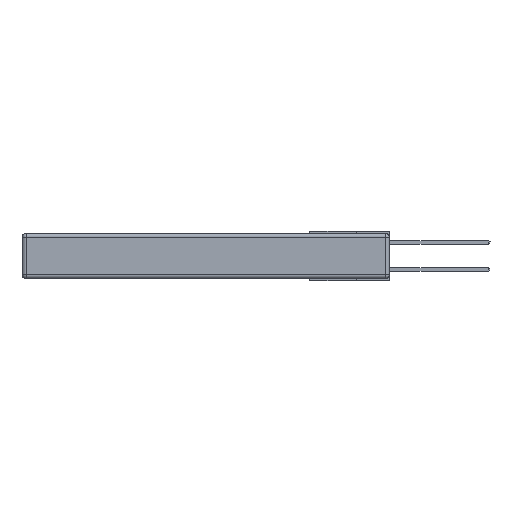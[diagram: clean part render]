
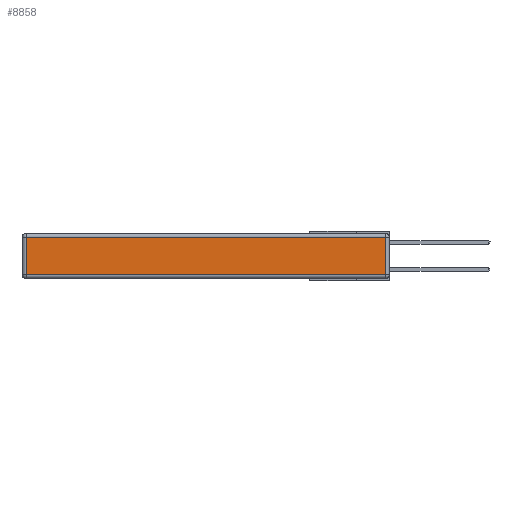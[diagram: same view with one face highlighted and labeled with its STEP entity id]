
A CAD part, left-side view. The second image highlights one B-rep face of the part: STEP entity #8858.
In plain terms, the highlighted planar face has unit normal (-1, 0, 0).
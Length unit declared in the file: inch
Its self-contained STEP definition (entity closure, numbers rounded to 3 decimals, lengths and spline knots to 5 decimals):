
#1106 = LINE ( 'NONE', #12729, #9792 ) ;
#1120 = VECTOR ( 'NONE', #5754, 39.37008 ) ;
#2640 = VECTOR ( 'NONE', #16215, 39.37008 ) ;
#2927 = VERTEX_POINT ( 'NONE', #3771 ) ;
#3226 = EDGE_LOOP ( 'NONE', ( #5520, #6781, #15229, #10437 ) ) ;
#3771 = CARTESIAN_POINT ( 'NONE',  ( 0., 0.03, -0.03 ) ) ;
#4660 = CARTESIAN_POINT ( 'NONE',  ( 0., 2.72, -0.313 ) ) ;
#5520 = ORIENTED_EDGE ( 'NONE', *, *, #13859, .T. ) ;
#5754 = DIRECTION ( 'NONE',  ( 0., 0., -1. ) ) ;
#5794 = CARTESIAN_POINT ( 'NONE',  ( 0., 2.72, -0.03 ) ) ;
#6603 = DIRECTION ( 'NONE',  ( 0., 0., 1. ) ) ;
#6781 = ORIENTED_EDGE ( 'NONE', *, *, #15660, .T. ) ;
#7291 = LINE ( 'NONE', #17472, #14513 ) ;
#7454 = AXIS2_PLACEMENT_3D ( 'NONE', #18786, #12582, #11186 ) ;
#8153 = CARTESIAN_POINT ( 'NONE',  ( 0., 2.75, -0.03 ) ) ;
#8411 = VERTEX_POINT ( 'NONE', #10888 ) ;
#8620 = DIRECTION ( 'NONE',  ( 0., -1., 0. ) ) ;
#8796 = VERTEX_POINT ( 'NONE', #4660 ) ;
#8858 = ADVANCED_FACE ( 'NONE', ( #16971 ), #15590, .T. ) ;
#9792 = VECTOR ( 'NONE', #8620, 39.37008 ) ;
#10437 = ORIENTED_EDGE ( 'NONE', *, *, #13560, .T. ) ;
#10824 = LINE ( 'NONE', #8153, #2640 ) ;
#10888 = CARTESIAN_POINT ( 'NONE',  ( 0., 0.03, -0.313 ) ) ;
#11186 = DIRECTION ( 'NONE',  ( 0., 0., 1. ) ) ;
#12239 = EDGE_CURVE ( 'NONE', #2927, #14026, #10824, .T. ) ;
#12582 = DIRECTION ( 'NONE',  ( -1., 0., 0. ) ) ;
#12729 = CARTESIAN_POINT ( 'NONE',  ( 0., 0., -0.313 ) ) ;
#13226 = CARTESIAN_POINT ( 'NONE',  ( 0., 2.72, -0.343 ) ) ;
#13560 = EDGE_CURVE ( 'NONE', #14026, #8796, #18636, .T. ) ;
#13859 = EDGE_CURVE ( 'NONE', #8796, #8411, #1106, .T. ) ;
#14026 = VERTEX_POINT ( 'NONE', #5794 ) ;
#14513 = VECTOR ( 'NONE', #6603, 39.37008 ) ;
#15229 = ORIENTED_EDGE ( 'NONE', *, *, #12239, .T. ) ;
#15590 = PLANE ( 'NONE',  #7454 ) ;
#15660 = EDGE_CURVE ( 'NONE', #8411, #2927, #7291, .T. ) ;
#16215 = DIRECTION ( 'NONE',  ( 0., 1., 0. ) ) ;
#16971 = FACE_OUTER_BOUND ( 'NONE', #3226, .T. ) ;
#17472 = CARTESIAN_POINT ( 'NONE',  ( 0., 0.03, -0.343 ) ) ;
#18636 = LINE ( 'NONE', #13226, #1120 ) ;
#18786 = CARTESIAN_POINT ( 'NONE',  ( 0., 0., -0.343 ) ) ;
